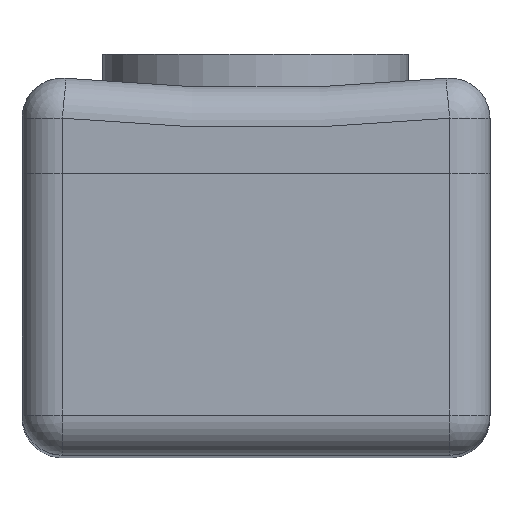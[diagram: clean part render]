
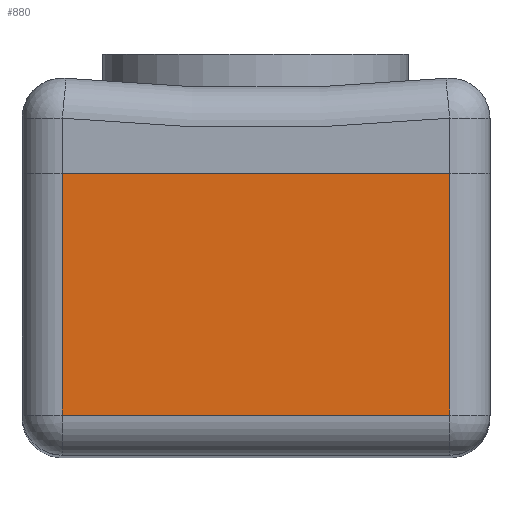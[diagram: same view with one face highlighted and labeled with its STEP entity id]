
A CAD part, top view. The second image highlights one B-rep face of the part: STEP entity #880.
In plain terms, the highlighted planar face has unit normal (0, 0, 1).
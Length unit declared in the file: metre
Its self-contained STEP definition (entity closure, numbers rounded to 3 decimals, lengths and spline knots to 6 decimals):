
#64=LINE('',#1512,#139);
#66=LINE('',#1521,#141);
#67=LINE('',#1523,#142);
#68=LINE('',#1525,#143);
#139=VECTOR('',#1215,1.);
#141=VECTOR('',#1225,1.);
#142=VECTOR('',#1226,1.);
#143=VECTOR('',#1227,1.);
#188=PLANE('',#1008);
#324=ORIENTED_EDGE('',*,*,#530,.T.);
#325=ORIENTED_EDGE('',*,*,#531,.T.);
#326=ORIENTED_EDGE('',*,*,#532,.T.);
#327=ORIENTED_EDGE('',*,*,#525,.F.);
#525=EDGE_CURVE('',#631,#632,#64,.T.);
#530=EDGE_CURVE('',#631,#635,#66,.F.);
#531=EDGE_CURVE('',#635,#636,#67,.T.);
#532=EDGE_CURVE('',#636,#632,#68,.T.);
#631=VERTEX_POINT('',#1511);
#632=VERTEX_POINT('',#1513);
#635=VERTEX_POINT('',#1522);
#636=VERTEX_POINT('',#1524);
#736=EDGE_LOOP('',(#324,#325,#326,#327));
#801=FACE_BOUND('',#736,.T.);
#880=ADVANCED_FACE('',(#801),#188,.T.);
#1008=AXIS2_PLACEMENT_3D('',#1520,#1223,#1224);
#1215=DIRECTION('',(1.,0.,0.));
#1223=DIRECTION('',(0.,0.,1.));
#1224=DIRECTION('',(0.,-1.,0.));
#1225=DIRECTION('',(0.,1.,0.));
#1226=DIRECTION('',(1.,0.,0.));
#1227=DIRECTION('',(0.,1.,0.));
#1511=CARTESIAN_POINT('',(-0.00481,0.000718,0.0375));
#1512=CARTESIAN_POINT('',(0.00001,0.000718,0.0375));
#1513=CARTESIAN_POINT('',(0.00483,0.000718,0.0375));
#1520=CARTESIAN_POINT('',(0.00001,-0.006282,0.0375));
#1521=CARTESIAN_POINT('',(-0.00481,-0.006282,0.0375));
#1522=CARTESIAN_POINT('',(-0.00481,-0.005282,0.0375));
#1523=CARTESIAN_POINT('',(0.00483,-0.005282,0.0375));
#1524=CARTESIAN_POINT('',(0.00483,-0.005282,0.0375));
#1525=CARTESIAN_POINT('',(0.00483,-0.006282,0.0375));
